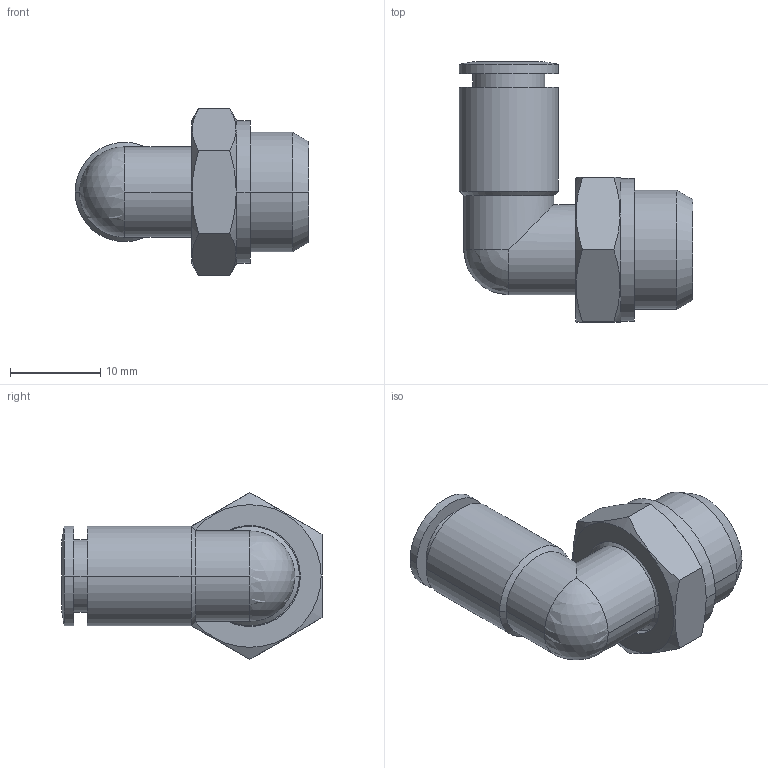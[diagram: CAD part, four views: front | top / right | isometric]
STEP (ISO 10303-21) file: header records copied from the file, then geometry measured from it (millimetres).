
FILE_DESCRIPTION((''),'2;1');
FILE_NAME('220614.stp','2003-05-26T17:01:59',('maffial1'),(''),'Autodesk Inventor (R) 6.0','Autodesk Inventor (R) 6.0','');
FILE_SCHEMA(('AUTOMOTIVE_DESIGN { 1 0 10303 214 1 1 1 1 }'));
Length unit declared in the file: millimetre
Products named in the file (1): 220614
Bounding box: 25.9 x 28.8 x 18.48 mm (x, y, z)
Volume: 3625.4 mm3; surface area: 2797.3 mm2
Topology: 1 solids, 1 shells, 54 faces, 124 edges, 74 vertices
Faces by surface type: cylinder 20, plane 15, cone 12, bspline 6, sphere 1
Entity records: 1603 total; most frequent: CARTESIAN_POINT 396, DIRECTION 262, ORIENTED_EDGE 240, EDGE_CURVE 120, AXIS2_PLACEMENT_3D 109, VERTEX_POINT 74, EDGE_LOOP 62, CIRCLE 56
